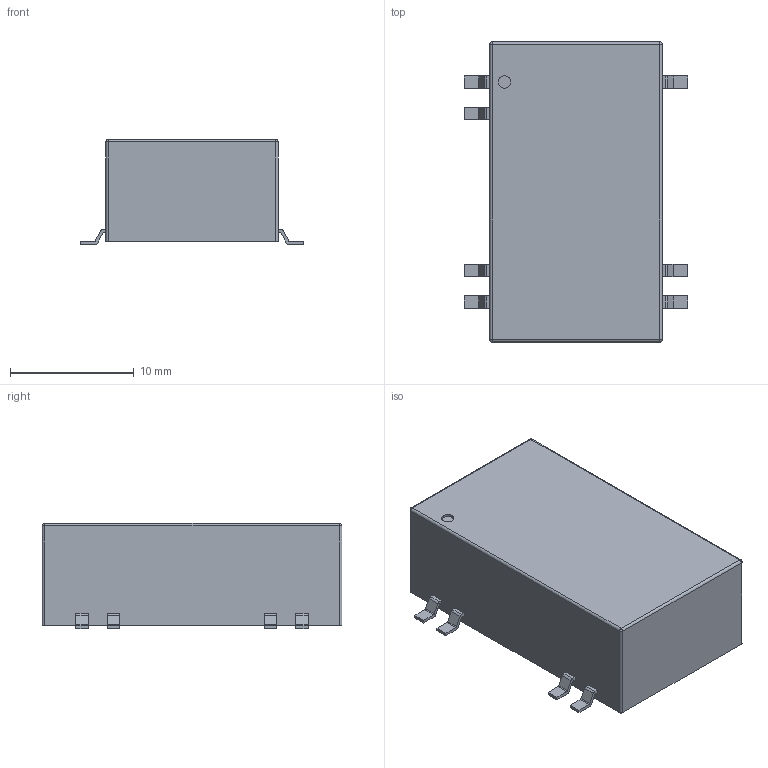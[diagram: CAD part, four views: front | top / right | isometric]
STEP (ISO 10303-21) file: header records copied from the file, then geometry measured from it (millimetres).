
FILE_DESCRIPTION((''),'2;1');
FILE_NAME('DCDC_TRACO_THL3WISM.stp','2014-08-26T11:58:45',(''),(''),'Mechanical Desktop 2011','Mechanical Desktop 2011',', , ');
FILE_SCHEMA(('AUTOMOTIVE_DESIGN { 1 2 10303 214 1 1 1 1 }'));
Length unit declared in the file: millimetre
Products named in the file (1): Product
Bounding box: 18.1 x 24.25 x 8.5 mm (x, y, z)
Volume: 2794.4 mm3; surface area: 1347.8 mm2
Topology: 8 solids, 8 shells, 119 faces, 298 edges, 192 vertices
Faces by surface type: plane 77, cylinder 38, sphere 4
Entity records: 3553 total; most frequent: DIRECTION 610, CARTESIAN_POINT 606, ORIENTED_EDGE 588, EDGE_CURVE 294, VECTOR 218, LINE 218, AXIS2_PLACEMENT_3D 196, VERTEX_POINT 192
